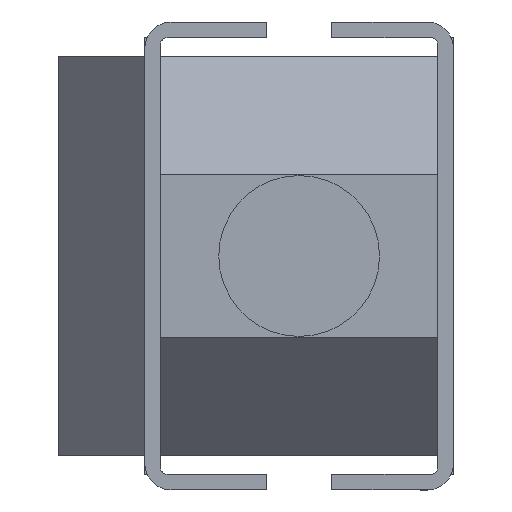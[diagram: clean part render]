
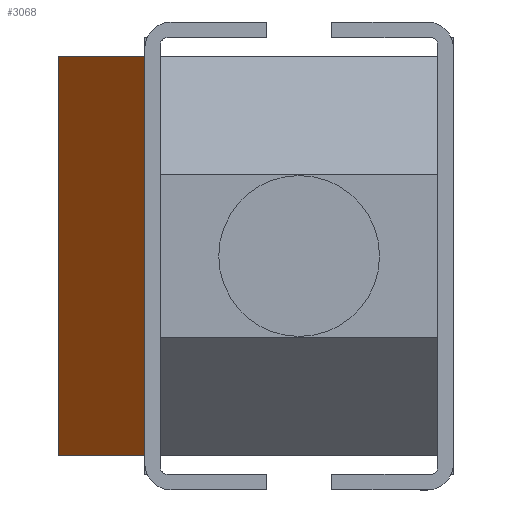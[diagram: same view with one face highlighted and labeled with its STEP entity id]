
A CAD part, left-side view. The second image highlights one B-rep face of the part: STEP entity #3068.
In plain terms, the highlighted planar face has unit normal (-0.663, 0.748, 0).
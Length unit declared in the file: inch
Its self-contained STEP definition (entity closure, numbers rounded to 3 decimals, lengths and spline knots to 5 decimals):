
#146 = EDGE_LOOP ( 'NONE', ( #1183, #3403, #2108, #3689 ) ) ;
#203 = EDGE_CURVE ( 'NONE', #3771, #3082, #3757, .T. ) ;
#278 = DIRECTION ( 'NONE',  ( 0.663, -0.748, 0. ) ) ;
#339 = VECTOR ( 'NONE', #3644, 39.37008 ) ;
#462 = CARTESIAN_POINT ( 'NONE',  ( 0.87861, 1.04087, 1.30108 ) ) ;
#564 = LINE ( 'NONE', #1043, #339 ) ;
#704 = EDGE_CURVE ( 'NONE', #1888, #3082, #564, .T. ) ;
#724 = CARTESIAN_POINT ( 'NONE',  ( 0.96661, 1.11887, 1.60608 ) ) ;
#819 = EDGE_CURVE ( 'NONE', #2361, #3771, #2898, .T. ) ;
#1043 = CARTESIAN_POINT ( 'NONE',  ( 0.96661, 1.11887, 1.60608 ) ) ;
#1060 = DIRECTION ( 'NONE',  ( 0.748, 0.663, 0. ) ) ;
#1183 = ORIENTED_EDGE ( 'NONE', *, *, #704, .T. ) ;
#1201 = VECTOR ( 'NONE', #1060, 39.37008 ) ;
#1309 = CARTESIAN_POINT ( 'NONE',  ( 0.87861, 1.04087, 1.30108 ) ) ;
#1391 = VECTOR ( 'NONE', #3545, 39.37008 ) ;
#1683 = FACE_OUTER_BOUND ( 'NONE', #146, .T. ) ;
#1702 = PLANE ( 'NONE',  #3075 ) ;
#1888 = VERTEX_POINT ( 'NONE', #724 ) ;
#1990 = DIRECTION ( 'NONE',  ( 0., 0., -1. ) ) ;
#2108 = ORIENTED_EDGE ( 'NONE', *, *, #819, .F. ) ;
#2190 = EDGE_CURVE ( 'NONE', #2361, #1888, #2762, .T. ) ;
#2361 = VERTEX_POINT ( 'NONE', #3735 ) ;
#2688 = CARTESIAN_POINT ( 'NONE',  ( 0.96661, 1.11887, 1.30108 ) ) ;
#2762 = LINE ( 'NONE', #2845, #1201 ) ;
#2845 = CARTESIAN_POINT ( 'NONE',  ( 0.87861, 1.04087, 1.60608 ) ) ;
#2882 = CARTESIAN_POINT ( 'NONE',  ( 0.96661, 1.11887, 1.30108 ) ) ;
#2898 = LINE ( 'NONE', #1309, #3443 ) ;
#3068 = ADVANCED_FACE ( 'NONE', ( #1683 ), #1702, .F. ) ;
#3075 = AXIS2_PLACEMENT_3D ( 'NONE', #3162, #278, #3147 ) ;
#3082 = VERTEX_POINT ( 'NONE', #2882 ) ;
#3147 = DIRECTION ( 'NONE',  ( 0.748, 0.663, 0. ) ) ;
#3162 = CARTESIAN_POINT ( 'NONE',  ( 0.96661, 1.11887, 1.30108 ) ) ;
#3403 = ORIENTED_EDGE ( 'NONE', *, *, #203, .F. ) ;
#3443 = VECTOR ( 'NONE', #1990, 39.37008 ) ;
#3545 = DIRECTION ( 'NONE',  ( 0.748, 0.663, 0. ) ) ;
#3644 = DIRECTION ( 'NONE',  ( 0., 0., -1. ) ) ;
#3689 = ORIENTED_EDGE ( 'NONE', *, *, #2190, .T. ) ;
#3735 = CARTESIAN_POINT ( 'NONE',  ( 0.87861, 1.04087, 1.60608 ) ) ;
#3757 = LINE ( 'NONE', #2688, #1391 ) ;
#3771 = VERTEX_POINT ( 'NONE', #462 ) ;
